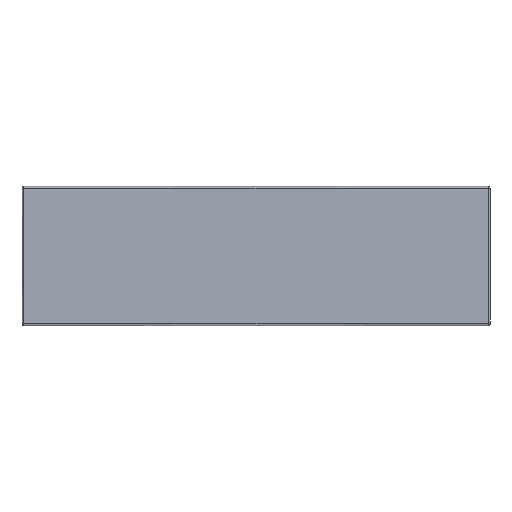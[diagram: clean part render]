
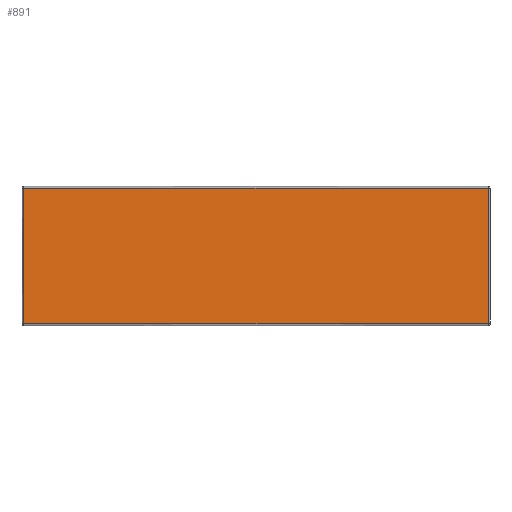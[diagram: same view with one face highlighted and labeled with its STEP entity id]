
A CAD part, front view. The second image highlights one B-rep face of the part: STEP entity #891.
In plain terms, the highlighted planar face has unit normal (0, -1, 0.028).
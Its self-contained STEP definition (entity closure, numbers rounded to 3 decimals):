
#15=PLANE('',#917);
#27=LINE('',#2041,#87);
#73=LINE('',#4495,#133);
#82=LINE('',#4628,#142);
#84=LINE('',#4666,#144);
#87=VECTOR('',#931,10.);
#133=VECTOR('',#977,10.);
#142=VECTOR('',#986,10.);
#144=VECTOR('',#988,10.);
#197=FACE_OUTER_BOUND('',#259,.T.);
#259=EDGE_LOOP('',(#723,#724,#725,#726));
#341=VERTEX_POINT('',#1146);
#346=VERTEX_POINT('',#1433);
#348=VERTEX_POINT('',#1579);
#358=VERTEX_POINT('',#1989);
#429=EDGE_CURVE('',#358,#346,#27,.T.);
#521=EDGE_CURVE('',#348,#358,#73,.T.);
#530=EDGE_CURVE('',#341,#348,#82,.T.);
#532=EDGE_CURVE('',#346,#341,#84,.T.);
#723=ORIENTED_EDGE('',*,*,#429,.F.);
#724=ORIENTED_EDGE('',*,*,#521,.F.);
#725=ORIENTED_EDGE('',*,*,#530,.F.);
#726=ORIENTED_EDGE('',*,*,#532,.F.);
#891=ADVANCED_FACE('',(#197),#15,.T.);
#917=AXIS2_PLACEMENT_3D('',#4697,#991,#992);
#931=DIRECTION('',(0.,0.028,1.));
#977=DIRECTION('',(-1.,0.,0.));
#986=DIRECTION('',(0.,-0.028,-1.));
#988=DIRECTION('',(1.,0.,0.));
#991=DIRECTION('center_axis',(0.,-1.,0.028));
#992=DIRECTION('ref_axis',(0.,-0.028,-1.));
#1146=CARTESIAN_POINT('',(59.8,-0.01,15.639));
#1433=CARTESIAN_POINT('',(0.2,-0.01,15.639));
#1579=CARTESIAN_POINT('',(59.8,-0.494,-1.794));
#1989=CARTESIAN_POINT('',(0.2,-0.494,-1.794));
#2041=CARTESIAN_POINT('',(0.2,-0.123,11.58));
#4495=CARTESIAN_POINT('',(0.,-0.494,-1.794));
#4628=CARTESIAN_POINT('',(59.8,-0.123,11.58));
#4666=CARTESIAN_POINT('',(0.,-0.01,15.639));
#4697=CARTESIAN_POINT('Origin',(0.,0.,16.));
